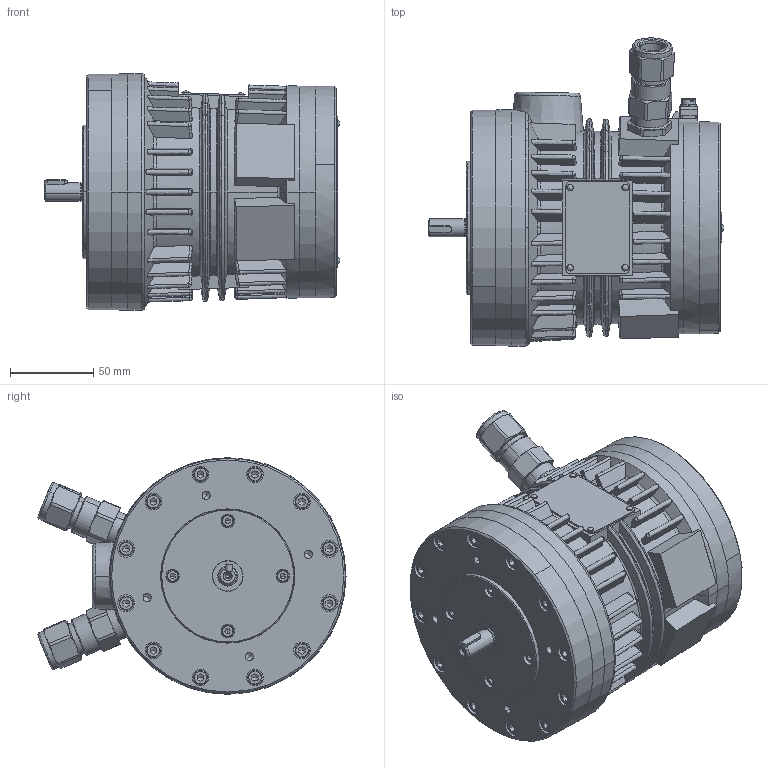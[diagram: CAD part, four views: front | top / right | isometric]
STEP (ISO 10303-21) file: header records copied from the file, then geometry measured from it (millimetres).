
FILE_DESCRIPTION((''),'2;1');
FILE_NAME('MA-3 Ex d IIC T5 Basic + Resolver 2T8.stp','2014-06-26T11:47:22',('arodrigo'),(''),'Autodesk Inventor 9','Autodesk Inventor 9','');
FILE_SCHEMA(('AUTOMOTIVE_DESIGN { 1 0 10303 214 1 1 1 1 }'));
Length unit declared in the file: millimetre
Products named in the file (1): Pieza1
Bounding box: 177.18 x 184.58 x 141.77 mm (x, y, z)
Volume: 1139377.9 mm3; surface area: 234819.5 mm2
Topology: 1 solids, 36 shells, 1634 faces, 4202 edges, 2716 vertices
Faces by surface type: plane 537, bspline 503, cylinder 324, cone 185, torus 79, sphere 6
Entity records: 61823 total; most frequent: CARTESIAN_POINT 25038, ORIENTED_EDGE 8264, DIRECTION 6995, EDGE_CURVE 4132, AXIS2_PLACEMENT_3D 2753, VERTEX_POINT 2716, EDGE_LOOP 1856, FACE_OUTER_BOUND 1634
